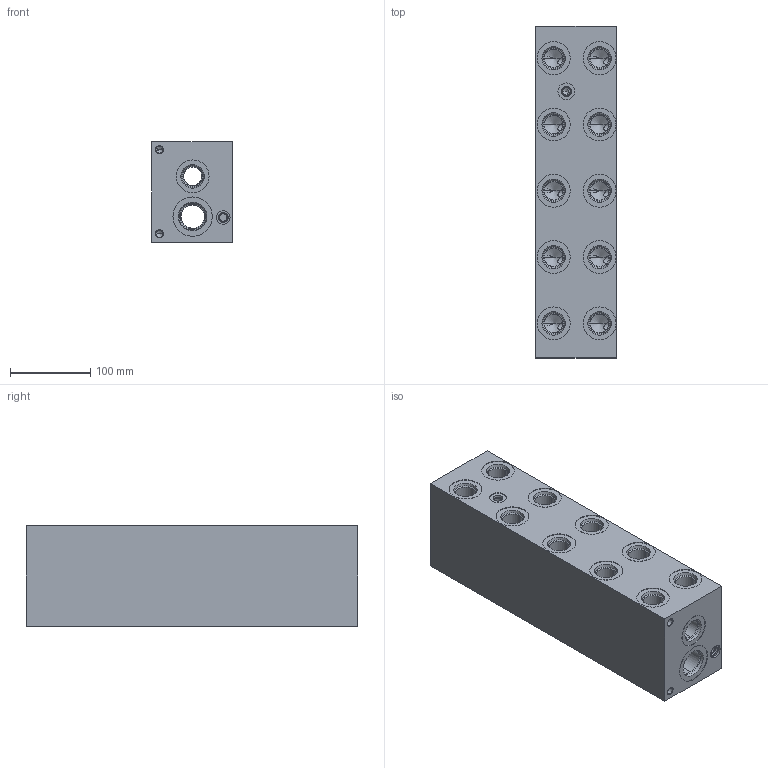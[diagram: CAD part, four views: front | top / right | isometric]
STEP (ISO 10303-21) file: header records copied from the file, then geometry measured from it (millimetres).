
FILE_DESCRIPTION((''),'2;1');
FILE_NAME('VMN_ASM','2021-10-01T',('ProEService'),(''),'PRO/ENGINEER BY PARAMETRIC TECHNOLOGY CORPORATION, 2014200','PRO/ENGINEER BY PARAMETRIC TECHNOLOGY CORPORATION, 2014200','');
FILE_SCHEMA(('CONFIG_CONTROL_DESIGN'));
Length unit declared in the file: inch
Products named in the file (3): 153-226-002; A330-006-004; VMN_ASM
Assembly tree (2 placements, depth 2):
  VMN_ASM
    153-226-002
    A330-006-004
Bounding box: 100.03 x 413.28 x 125.43 mm (x, y, z)
Volume: 4263848.2 mm3; surface area: 378893 mm2
Topology: 2 solids, 2 shells, 576 faces, 1987 edges, 1651 vertices
Faces by surface type: cone 290, cylinder 241, plane 41, torus 4
Entity records: 22995 total; most frequent: CARTESIAN_POINT 6530, DIRECTION 3579, ORIENTED_EDGE 2954, EDGE_CURVE 1477, AXIS2_PLACEMENT_3D 1282, VECTOR 1015, LINE 1015, VERTEX_POINT 946
